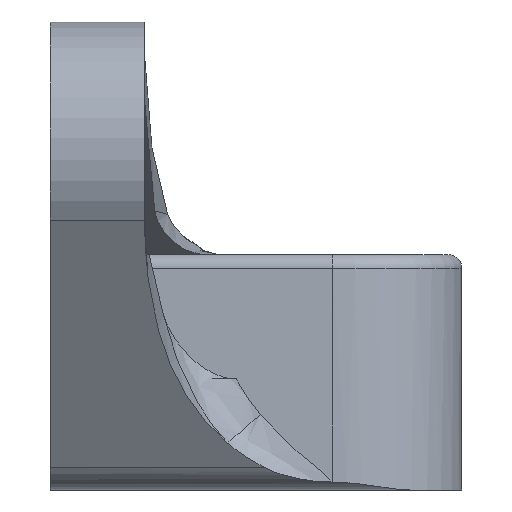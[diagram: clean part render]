
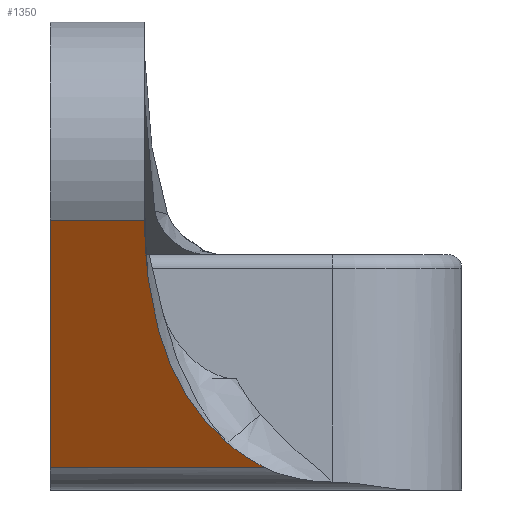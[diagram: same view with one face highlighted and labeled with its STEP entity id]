
A CAD part, left-side view. The second image highlights one B-rep face of the part: STEP entity #1350.
In plain terms, the highlighted planar face has unit normal (-0.848, 0, -0.53).
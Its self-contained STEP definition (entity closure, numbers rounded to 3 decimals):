
#47=PLANE('',#1481);
#84=B_SPLINE_CURVE_WITH_KNOTS('',2,(#2446,#2447,#2448),.UNSPECIFIED.,.F.,
 .F.,(3,3),(-0.66,0.),.UNSPECIFIED.);
#93=B_SPLINE_CURVE_WITH_KNOTS('',2,(#2574,#2575,#2576),.UNSPECIFIED.,.F.,
 .F.,(3,3),(-0.799,-0.66),.UNSPECIFIED.);
#182=FACE_OUTER_BOUND('',#256,.T.);
#256=EDGE_LOOP('',(#1129,#1130,#1131,#1132,#1133));
#315=LINE('',#2195,#403);
#319=LINE('',#2226,#407);
#344=LINE('',#2676,#432);
#403=VECTOR('',#1669,10.);
#407=VECTOR('',#1689,10.);
#432=VECTOR('',#1776,10.);
#573=VERTEX_POINT('',#2192);
#574=VERTEX_POINT('',#2194);
#581=VERTEX_POINT('',#2213);
#596=VERTEX_POINT('',#2443);
#597=VERTEX_POINT('',#2445);
#718=EDGE_CURVE('',#574,#573,#315,.T.);
#729=EDGE_CURVE('',#581,#573,#319,.T.);
#757=EDGE_CURVE('',#597,#596,#84,.T.);
#775=EDGE_CURVE('',#581,#597,#93,.T.);
#793=EDGE_CURVE('',#574,#596,#344,.T.);
#1129=ORIENTED_EDGE('',*,*,#729,.F.);
#1130=ORIENTED_EDGE('',*,*,#775,.T.);
#1131=ORIENTED_EDGE('',*,*,#757,.T.);
#1132=ORIENTED_EDGE('',*,*,#793,.F.);
#1133=ORIENTED_EDGE('',*,*,#718,.T.);
#1350=ADVANCED_FACE('',(#182),#47,.T.);
#1481=AXIS2_PLACEMENT_3D('',#2675,#1774,#1775);
#1669=DIRECTION('',(0.53,0.,-0.848));
#1689=DIRECTION('',(0.,1.,0.));
#1774=DIRECTION('center_axis',(-0.848,0.,
-0.53));
#1775=DIRECTION('ref_axis',(0.53,0.,-0.848));
#1776=DIRECTION('',(0.,-1.,0.));
#2192=CARTESIAN_POINT('',(-3.044,6.,0.47));
#2194=CARTESIAN_POINT('',(-6.332,6.,5.733));
#2195=CARTESIAN_POINT('',(-6.332,6.,5.733));
#2213=CARTESIAN_POINT('',(-3.044,1.429,0.47));
#2226=CARTESIAN_POINT('',(-3.044,3.,0.47));
#2443=CARTESIAN_POINT('',(-6.332,4.,5.733));
#2445=CARTESIAN_POINT('',(-3.372,2.232,0.996));
#2446=CARTESIAN_POINT('Ctrl Pts',(-3.372,2.232,0.996));
#2447=CARTESIAN_POINT('Ctrl Pts',(-4.274,3.959,2.439));
#2448=CARTESIAN_POINT('Ctrl Pts',(-6.332,4.,5.733));
#2574=CARTESIAN_POINT('Ctrl Pts',(-3.044,1.429,0.47));
#2575=CARTESIAN_POINT('Ctrl Pts',(-3.182,1.868,0.692));
#2576=CARTESIAN_POINT('Ctrl Pts',(-3.372,2.232,0.996));
#2675=CARTESIAN_POINT('Origin',(-6.332,6.,5.733));
#2676=CARTESIAN_POINT('',(-6.332,6.,5.733));
